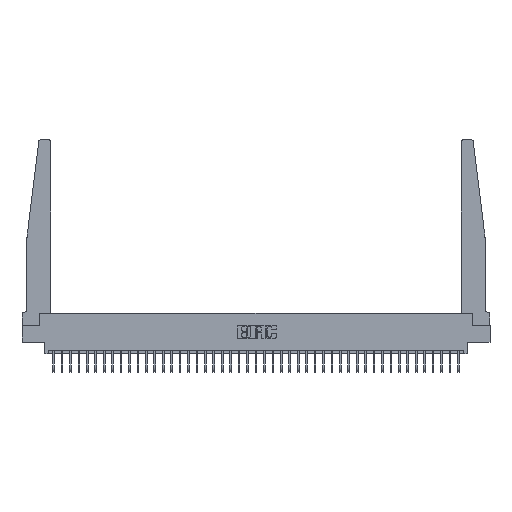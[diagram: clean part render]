
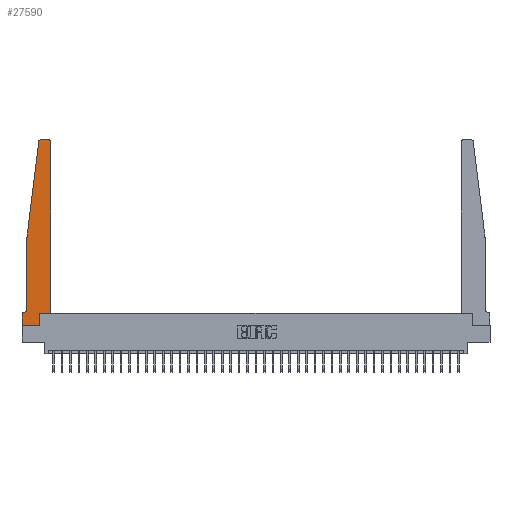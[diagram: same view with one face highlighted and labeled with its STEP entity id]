
A CAD part, top view. The second image highlights one B-rep face of the part: STEP entity #27590.
In plain terms, the highlighted planar face has unit normal (0, 0, 1).
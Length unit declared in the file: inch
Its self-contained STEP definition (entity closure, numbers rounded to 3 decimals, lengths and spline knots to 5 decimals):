
#577 = CARTESIAN_POINT ( 'NONE',  ( 0.015, 0.2375, 0.37 ) ) ;
#650 = ORIENTED_EDGE ( 'NONE', *, *, #33520, .T. ) ;
#826 = DIRECTION ( 'NONE',  ( 1., 0., 0. ) ) ;
#1084 = EDGE_CURVE ( 'NONE', #18161, #12460, #20790, .T. ) ;
#1921 = CARTESIAN_POINT ( 'NONE',  ( 0.2605, 0., 0.37 ) ) ;
#2148 = VERTEX_POINT ( 'NONE', #33712 ) ;
#2821 = LINE ( 'NONE', #18073, #7891 ) ;
#3202 = ORIENTED_EDGE ( 'NONE', *, *, #1084, .T. ) ;
#3503 = DIRECTION ( 'NONE',  ( 0., -1., 0. ) ) ;
#3932 = CARTESIAN_POINT ( 'NONE',  ( 0., 0., 0.37 ) ) ;
#4172 = EDGE_CURVE ( 'NONE', #12460, #32548, #10600, .T. ) ;
#4201 = CARTESIAN_POINT ( 'NONE',  ( 0.425, 2.72, 0.37 ) ) ;
#4392 = EDGE_CURVE ( 'NONE', #7259, #31584, #26069, .T. ) ;
#5207 = ORIENTED_EDGE ( 'NONE', *, *, #25020, .T. ) ;
#5658 = CARTESIAN_POINT ( 'NONE',  ( 0.065, 1.25, 0.37 ) ) ;
#5683 = CARTESIAN_POINT ( 'NONE',  ( 0.27653, 2.72, 0.37 ) ) ;
#5974 = CARTESIAN_POINT ( 'NONE',  ( 0.24675, 2.72367, 0.37 ) ) ;
#6006 = EDGE_CURVE ( 'NONE', #15598, #19435, #2821, .T. ) ;
#6220 = CIRCLE ( 'NONE', #37716, 0.05 ) ;
#6410 = ORIENTED_EDGE ( 'NONE', *, *, #36397, .T. ) ;
#7259 = VERTEX_POINT ( 'NONE', #7473 ) ;
#7473 = CARTESIAN_POINT ( 'NONE',  ( 0.425, 0.18, 0.37 ) ) ;
#7533 = DIRECTION ( 'NONE',  ( 0., 0., -1. ) ) ;
#7891 = VECTOR ( 'NONE', #26776, 39.37008 ) ;
#8221 = EDGE_CURVE ( 'NONE', #19435, #7259, #12366, .T. ) ;
#8378 = DIRECTION ( 'NONE',  ( 1., 0., 0. ) ) ;
#8536 = LINE ( 'NONE', #29227, #26311 ) ;
#8708 = VECTOR ( 'NONE', #10434, 39.37008 ) ;
#9631 = CARTESIAN_POINT ( 'NONE',  ( 0., 0.1875, 0.37 ) ) ;
#9984 = VECTOR ( 'NONE', #826, 39.37008 ) ;
#10434 = DIRECTION ( 'NONE',  ( -1., 0., 0. ) ) ;
#10577 = DIRECTION ( 'NONE',  ( 1., 0., 0. ) ) ;
#10600 = LINE ( 'NONE', #11167, #33705 ) ;
#10645 = VERTEX_POINT ( 'NONE', #28201 ) ;
#11167 = CARTESIAN_POINT ( 'NONE',  ( 0.065, 1.25, 0.37 ) ) ;
#11817 = CARTESIAN_POINT ( 'NONE',  ( 0.27653, 2.75, 0.37 ) ) ;
#11932 = DIRECTION ( 'NONE',  ( 0., 1., 0. ) ) ;
#12185 = CARTESIAN_POINT ( 'NONE',  ( 0.065, 1.25, 0.37 ) ) ;
#12243 = EDGE_CURVE ( 'NONE', #2148, #18161, #18766, .T. ) ;
#12366 = LINE ( 'NONE', #27065, #35043 ) ;
#12460 = VERTEX_POINT ( 'NONE', #5974 ) ;
#12674 = VERTEX_POINT ( 'NONE', #28520 ) ;
#12893 = EDGE_CURVE ( 'NONE', #10645, #15598, #21147, .T. ) ;
#13324 = DIRECTION ( 'NONE',  ( -1., 0., 0. ) ) ;
#13762 = AXIS2_PLACEMENT_3D ( 'NONE', #13788, #25588, #34274 ) ;
#13788 = CARTESIAN_POINT ( 'NONE',  ( 0., 0.1875, 0.37 ) ) ;
#14704 = AXIS2_PLACEMENT_3D ( 'NONE', #37074, #31077, #10577 ) ;
#15084 = CARTESIAN_POINT ( 'NONE',  ( 0., 0., 0.37 ) ) ;
#15375 = ORIENTED_EDGE ( 'NONE', *, *, #4392, .T. ) ;
#15598 = VERTEX_POINT ( 'NONE', #1921 ) ;
#16412 = EDGE_LOOP ( 'NONE', ( #30760, #3202, #30502, #19152, #6410, #22933, #5207, #27064, #17379, #32847, #15375, #650 ) ) ;
#16447 = VECTOR ( 'NONE', #11932, 39.37008 ) ;
#16575 = CIRCLE ( 'NONE', #14704, 0.03 ) ;
#17379 = ORIENTED_EDGE ( 'NONE', *, *, #6006, .T. ) ;
#17481 = LINE ( 'NONE', #15084, #30274 ) ;
#18073 = CARTESIAN_POINT ( 'NONE',  ( 0.2605, 0.18, 0.37 ) ) ;
#18140 = EDGE_CURVE ( 'NONE', #12674, #25626, #8536, .T. ) ;
#18161 = VERTEX_POINT ( 'NONE', #11817 ) ;
#18766 = LINE ( 'NONE', #27839, #8708 ) ;
#19152 = ORIENTED_EDGE ( 'NONE', *, *, #19722, .T. ) ;
#19435 = VERTEX_POINT ( 'NONE', #19591 ) ;
#19591 = CARTESIAN_POINT ( 'NONE',  ( 0.2605, 0.18, 0.37 ) ) ;
#19722 = EDGE_CURVE ( 'NONE', #32548, #36964, #26886, .T. ) ;
#20790 = CIRCLE ( 'NONE', #29438, 0.03 ) ;
#20834 = CARTESIAN_POINT ( 'NONE',  ( 0.425, 0.18, 0.37 ) ) ;
#20846 = VECTOR ( 'NONE', #24171, 39.37008 ) ;
#21147 = LINE ( 'NONE', #3932, #9984 ) ;
#21934 = FACE_OUTER_BOUND ( 'NONE', #16412, .T. ) ;
#22933 = ORIENTED_EDGE ( 'NONE', *, *, #18140, .T. ) ;
#24171 = DIRECTION ( 'NONE',  ( 0., -1., 0. ) ) ;
#25020 = EDGE_CURVE ( 'NONE', #25626, #10645, #17481, .T. ) ;
#25498 = DIRECTION ( 'NONE',  ( -0.122, -0.992, 0. ) ) ;
#25588 = DIRECTION ( 'NONE',  ( 0., 0., 1. ) ) ;
#25626 = VERTEX_POINT ( 'NONE', #9631 ) ;
#26069 = LINE ( 'NONE', #20834, #16447 ) ;
#26311 = VECTOR ( 'NONE', #34823, 39.37008 ) ;
#26776 = DIRECTION ( 'NONE',  ( 0., 1., 0. ) ) ;
#26886 = LINE ( 'NONE', #12185, #20846 ) ;
#27064 = ORIENTED_EDGE ( 'NONE', *, *, #12893, .T. ) ;
#27065 = CARTESIAN_POINT ( 'NONE',  ( 0.425, 0.18, 0.37 ) ) ;
#27590 = ADVANCED_FACE ( 'NONE', ( #21934 ), #37187, .T. ) ;
#27839 = CARTESIAN_POINT ( 'NONE',  ( 0.25, 2.75, 0.37 ) ) ;
#28201 = CARTESIAN_POINT ( 'NONE',  ( 0., 0., 0.37 ) ) ;
#28520 = CARTESIAN_POINT ( 'NONE',  ( 0.015, 0.1875, 0.37 ) ) ;
#29227 = CARTESIAN_POINT ( 'NONE',  ( 0.065, 0.1875, 0.37 ) ) ;
#29438 = AXIS2_PLACEMENT_3D ( 'NONE', #5683, #37571, #8378 ) ;
#30274 = VECTOR ( 'NONE', #3503, 39.37008 ) ;
#30502 = ORIENTED_EDGE ( 'NONE', *, *, #4172, .T. ) ;
#30760 = ORIENTED_EDGE ( 'NONE', *, *, #12243, .T. ) ;
#31077 = DIRECTION ( 'NONE',  ( 0., 0., 1. ) ) ;
#31584 = VERTEX_POINT ( 'NONE', #4201 ) ;
#32548 = VERTEX_POINT ( 'NONE', #5658 ) ;
#32847 = ORIENTED_EDGE ( 'NONE', *, *, #8221, .T. ) ;
#33520 = EDGE_CURVE ( 'NONE', #31584, #2148, #16575, .T. ) ;
#33705 = VECTOR ( 'NONE', #25498, 39.37008 ) ;
#33712 = CARTESIAN_POINT ( 'NONE',  ( 0.395, 2.75, 0.37 ) ) ;
#34274 = DIRECTION ( 'NONE',  ( 1., 0., 0. ) ) ;
#34823 = DIRECTION ( 'NONE',  ( -1., 0., 0. ) ) ;
#35043 = VECTOR ( 'NONE', #36324, 39.37008 ) ;
#36324 = DIRECTION ( 'NONE',  ( 1., 0., 0. ) ) ;
#36397 = EDGE_CURVE ( 'NONE', #36964, #12674, #6220, .T. ) ;
#36672 = CARTESIAN_POINT ( 'NONE',  ( 0.065, 0.2375, 0.37 ) ) ;
#36964 = VERTEX_POINT ( 'NONE', #36672 ) ;
#37074 = CARTESIAN_POINT ( 'NONE',  ( 0.395, 2.72, 0.37 ) ) ;
#37187 = PLANE ( 'NONE',  #13762 ) ;
#37571 = DIRECTION ( 'NONE',  ( 0., 0., 1. ) ) ;
#37716 = AXIS2_PLACEMENT_3D ( 'NONE', #577, #7533, #13324 ) ;
